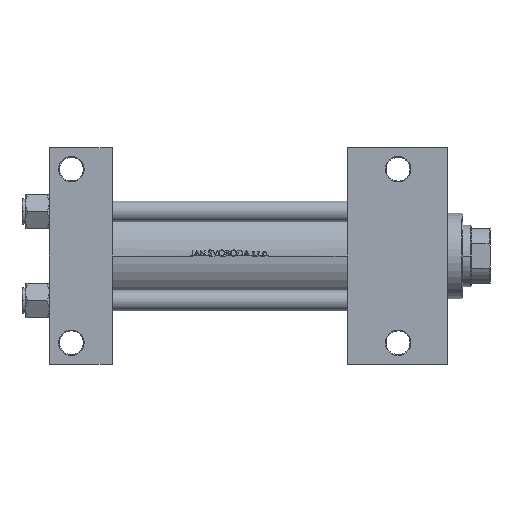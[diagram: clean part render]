
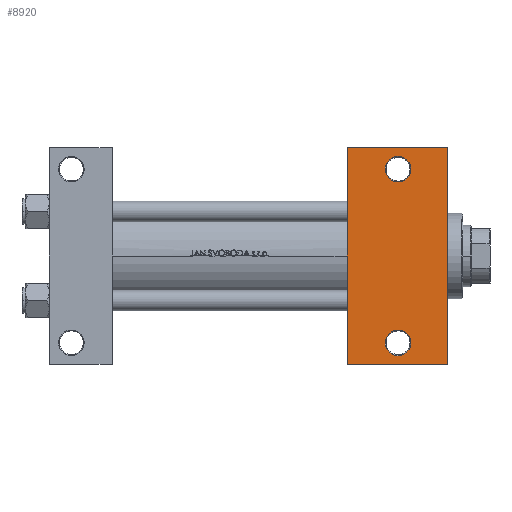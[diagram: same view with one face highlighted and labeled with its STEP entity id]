
A CAD part, front view. The second image highlights one B-rep face of the part: STEP entity #8920.
In plain terms, the highlighted face is planar.
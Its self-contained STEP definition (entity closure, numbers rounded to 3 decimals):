
#396 = AXIS2_PLACEMENT_3D ( 'NONE', #41629, #15543, #30582 ) ;
#784 = CIRCLE ( 'NONE', #32810, 7.5 ) ;
#794 = AXIS2_PLACEMENT_3D ( 'NONE', #14023, #3225, #36824 ) ;
#1972 = EDGE_LOOP ( 'NONE', ( #40008, #7046, #2953, #34805 ) ) ;
#2338 = CARTESIAN_POINT ( 'NONE',  ( 212.5, -51., -37.5 ) ) ;
#2411 = DIRECTION ( 'NONE',  ( 0., 0., 1. ) ) ;
#2745 = CARTESIAN_POINT ( 'NONE',  ( 197.5, 51., -37.5 ) ) ;
#2953 = ORIENTED_EDGE ( 'NONE', *, *, #35352, .T. ) ;
#3225 = DIRECTION ( 'NONE',  ( 0., 0., 1. ) ) ;
#3907 = DIRECTION ( 'NONE',  ( -1., 0., 0. ) ) ;
#3992 = CIRCLE ( 'NONE', #794, 7.5 ) ;
#4545 = EDGE_CURVE ( 'NONE', #6988, #8404, #33861, .T. ) ;
#4608 = LINE ( 'NONE', #19894, #40664 ) ;
#5920 = DIRECTION ( 'NONE',  ( 0., -1., 0. ) ) ;
#6988 = VERTEX_POINT ( 'NONE', #35784 ) ;
#7046 = ORIENTED_EDGE ( 'NONE', *, *, #49224, .T. ) ;
#7901 = DIRECTION ( 'NONE',  ( 0., 0., 1. ) ) ;
#8229 = CARTESIAN_POINT ( 'NONE',  ( 175., -63.5, -37.5 ) ) ;
#8404 = VERTEX_POINT ( 'NONE', #2338 ) ;
#8599 = DIRECTION ( 'NONE',  ( -1., 0., 0. ) ) ;
#8920 = ADVANCED_FACE ( 'NONE', ( #37115, #33357, #48675 ), #46635, .T. ) ;
#9114 = DIRECTION ( 'NONE',  ( 0., 0., 1. ) ) ;
#12083 = VERTEX_POINT ( 'NONE', #36348 ) ;
#13469 = EDGE_CURVE ( 'NONE', #36608, #31164, #40267, .T. ) ;
#13953 = DIRECTION ( 'NONE',  ( -1., 0., 0. ) ) ;
#14023 = CARTESIAN_POINT ( 'NONE',  ( 205., 51., -37.5 ) ) ;
#14224 = VECTOR ( 'NONE', #30816, 1000. ) ;
#14907 = ORIENTED_EDGE ( 'NONE', *, *, #41579, .T. ) ;
#15157 = VERTEX_POINT ( 'NONE', #2745 ) ;
#15370 = EDGE_LOOP ( 'NONE', ( #19979, #41698 ) ) ;
#15543 = DIRECTION ( 'NONE',  ( 0., 0., -1. ) ) ;
#19791 = LINE ( 'NONE', #39085, #14224 ) ;
#19894 = CARTESIAN_POINT ( 'NONE',  ( 175., -63.5, -37.5 ) ) ;
#19979 = ORIENTED_EDGE ( 'NONE', *, *, #4545, .T. ) ;
#20064 = EDGE_CURVE ( 'NONE', #47612, #31164, #4608, .T. ) ;
#20150 = CARTESIAN_POINT ( 'NONE',  ( 205., -51., -37.5 ) ) ;
#21955 = CARTESIAN_POINT ( 'NONE',  ( 175., 37.5, -37.5 ) ) ;
#23190 = AXIS2_PLACEMENT_3D ( 'NONE', #42269, #7901, #3907 ) ;
#25086 = EDGE_CURVE ( 'NONE', #8404, #6988, #784, .T. ) ;
#29218 = CARTESIAN_POINT ( 'NONE',  ( 175., 63.5, -37.5 ) ) ;
#30582 = DIRECTION ( 'NONE',  ( -1., 0., 0. ) ) ;
#30816 = DIRECTION ( 'NONE',  ( 0., -1., 0. ) ) ;
#31164 = VERTEX_POINT ( 'NONE', #8229 ) ;
#31380 = VECTOR ( 'NONE', #34037, 1000. ) ;
#32017 = ORIENTED_EDGE ( 'NONE', *, *, #44923, .T. ) ;
#32810 = AXIS2_PLACEMENT_3D ( 'NONE', #20150, #9114, #35440 ) ;
#33357 = FACE_BOUND ( 'NONE', #15370, .T. ) ;
#33518 = CARTESIAN_POINT ( 'NONE',  ( 234., 63.5, -37.5 ) ) ;
#33861 = CIRCLE ( 'NONE', #40274, 7.5 ) ;
#34037 = DIRECTION ( 'NONE',  ( 1., 0., 0. ) ) ;
#34297 = VERTEX_POINT ( 'NONE', #33518 ) ;
#34805 = ORIENTED_EDGE ( 'NONE', *, *, #20064, .T. ) ;
#35352 = EDGE_CURVE ( 'NONE', #34297, #47612, #19791, .T. ) ;
#35440 = DIRECTION ( 'NONE',  ( -1., 0., 0. ) ) ;
#35784 = CARTESIAN_POINT ( 'NONE',  ( 197.5, -51., -37.5 ) ) ;
#36068 = LINE ( 'NONE', #44363, #31380 ) ;
#36348 = CARTESIAN_POINT ( 'NONE',  ( 212.5, 51., -37.5 ) ) ;
#36608 = VERTEX_POINT ( 'NONE', #29218 ) ;
#36824 = DIRECTION ( 'NONE',  ( -1., 0., 0. ) ) ;
#37115 = FACE_BOUND ( 'NONE', #46758, .T. ) ;
#39085 = CARTESIAN_POINT ( 'NONE',  ( 234., 37.5, -37.5 ) ) ;
#40008 = ORIENTED_EDGE ( 'NONE', *, *, #13469, .F. ) ;
#40267 = LINE ( 'NONE', #21955, #45401 ) ;
#40274 = AXIS2_PLACEMENT_3D ( 'NONE', #48303, #2411, #13953 ) ;
#40664 = VECTOR ( 'NONE', #8599, 1000. ) ;
#41579 = EDGE_CURVE ( 'NONE', #12083, #15157, #3992, .T. ) ;
#41629 = CARTESIAN_POINT ( 'NONE',  ( 234., 37.5, -37.5 ) ) ;
#41698 = ORIENTED_EDGE ( 'NONE', *, *, #25086, .T. ) ;
#42269 = CARTESIAN_POINT ( 'NONE',  ( 205., 51., -37.5 ) ) ;
#44363 = CARTESIAN_POINT ( 'NONE',  ( 175., 63.5, -37.5 ) ) ;
#44830 = CIRCLE ( 'NONE', #23190, 7.5 ) ;
#44923 = EDGE_CURVE ( 'NONE', #15157, #12083, #44830, .T. ) ;
#45401 = VECTOR ( 'NONE', #5920, 1000. ) ;
#46635 = PLANE ( 'NONE',  #396 ) ;
#46758 = EDGE_LOOP ( 'NONE', ( #32017, #14907 ) ) ;
#47612 = VERTEX_POINT ( 'NONE', #49210 ) ;
#48303 = CARTESIAN_POINT ( 'NONE',  ( 205., -51., -37.5 ) ) ;
#48675 = FACE_OUTER_BOUND ( 'NONE', #1972, .T. ) ;
#49210 = CARTESIAN_POINT ( 'NONE',  ( 234., -63.5, -37.5 ) ) ;
#49224 = EDGE_CURVE ( 'NONE', #36608, #34297, #36068, .T. ) ;
